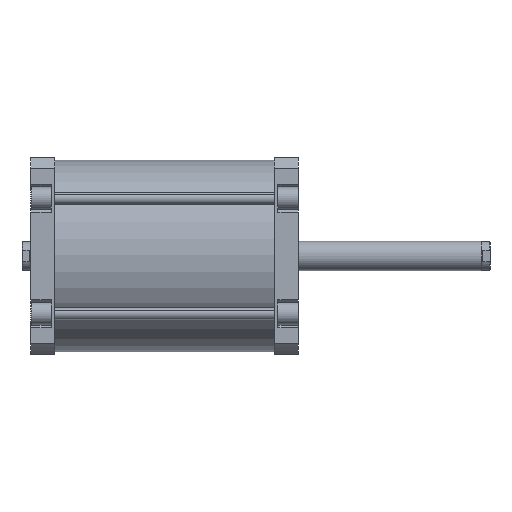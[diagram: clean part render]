
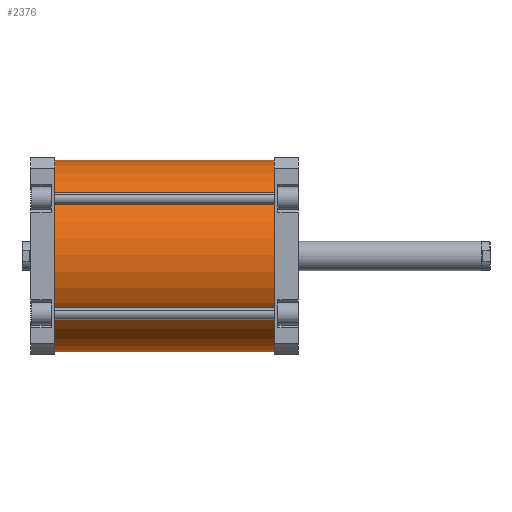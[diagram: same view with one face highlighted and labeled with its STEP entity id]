
A CAD part, front view. The second image highlights one B-rep face of the part: STEP entity #2376.
In plain terms, the highlighted cylindrical face has radius 131 mm (diameter 262 mm), a partial arc.
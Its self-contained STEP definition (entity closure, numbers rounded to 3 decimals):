
#519 = EDGE_CURVE ( 'NONE', #4159, #4060, #5168, .T. ) ;
#523 = EDGE_CURVE ( 'NONE', #4170, #4006, #5175, .T. ) ;
#524 = EDGE_CURVE ( 'NONE', #4006, #4060, #5174, .T. ) ;
#528 = EDGE_CURVE ( 'NONE', #4170, #4159, #5179, .T. ) ;
#715 = AXIS2_PLACEMENT_3D ( 'NONE', #1419, #1426, #1427 ) ;
#718 = AXIS2_PLACEMENT_3D ( 'NONE', #1431, #1437, #1438 ) ;
#898 = AXIS2_PLACEMENT_3D ( 'NONE', #2075, #2066, #2067 ) ;
#1419 = CARTESIAN_POINT ( 'NONE',  ( 0., 0., 0. ) ) ;
#1426 = DIRECTION ( 'NONE',  ( 0., 0., 1. ) ) ;
#1427 = DIRECTION ( 'NONE',  ( 1., 0., 0. ) ) ;
#1431 = CARTESIAN_POINT ( 'NONE',  ( 0., 0., 300. ) ) ;
#1434 = CARTESIAN_POINT ( 'NONE',  ( -131., 0., 300. ) ) ;
#1437 = DIRECTION ( 'NONE',  ( 0., 0., 1. ) ) ;
#1438 = DIRECTION ( 'NONE',  ( 1., 0., 0. ) ) ;
#1440 = DIRECTION ( 'NONE',  ( 0., 0., -1. ) ) ;
#1442 = CARTESIAN_POINT ( 'NONE',  ( 131., 0., 300. ) ) ;
#1450 = DIRECTION ( 'NONE',  ( 0., 0., -1. ) ) ;
#2066 = DIRECTION ( 'NONE',  ( 0., 0., -1. ) ) ;
#2067 = DIRECTION ( 'NONE',  ( -1., 0., 0. ) ) ;
#2075 = CARTESIAN_POINT ( 'NONE',  ( 0., 0., 300. ) ) ;
#2376 = ADVANCED_FACE ( 'NONE', ( #5537 ), #5538, .T. ) ;
#2850 = CARTESIAN_POINT ( 'NONE',  ( -131., 0., 300. ) ) ;
#2902 = CARTESIAN_POINT ( 'NONE',  ( -131., 0., 0. ) ) ;
#2939 = CARTESIAN_POINT ( 'NONE',  ( 131., 0., 0. ) ) ;
#2950 = CARTESIAN_POINT ( 'NONE',  ( 131., 0., 300. ) ) ;
#4006 = VERTEX_POINT ( 'NONE', #2850 ) ;
#4060 = VERTEX_POINT ( 'NONE', #2902 ) ;
#4159 = VERTEX_POINT ( 'NONE', #2939 ) ;
#4170 = VERTEX_POINT ( 'NONE', #2950 ) ;
#4355 = EDGE_LOOP ( 'NONE', ( #6107, #6074, #6117, #6073 ) ) ;
#5168 = CIRCLE ( 'NONE', #715, 131. ) ;
#5169 = VECTOR ( 'NONE', #1440, 1000. ) ;
#5174 = LINE ( 'NONE', #1434, #5169 ) ;
#5175 = CIRCLE ( 'NONE', #718, 131. ) ;
#5176 = VECTOR ( 'NONE', #1450, 1000. ) ;
#5179 = LINE ( 'NONE', #1442, #5176 ) ;
#5537 = FACE_OUTER_BOUND ( 'NONE', #4355, .T. ) ;
#5538 = CYLINDRICAL_SURFACE ( 'NONE', #898, 131. ) ;
#6073 = ORIENTED_EDGE ( 'NONE', *, *, #524, .F. ) ;
#6074 = ORIENTED_EDGE ( 'NONE', *, *, #528, .T. ) ;
#6107 = ORIENTED_EDGE ( 'NONE', *, *, #523, .F. ) ;
#6117 = ORIENTED_EDGE ( 'NONE', *, *, #519, .T. ) ;
